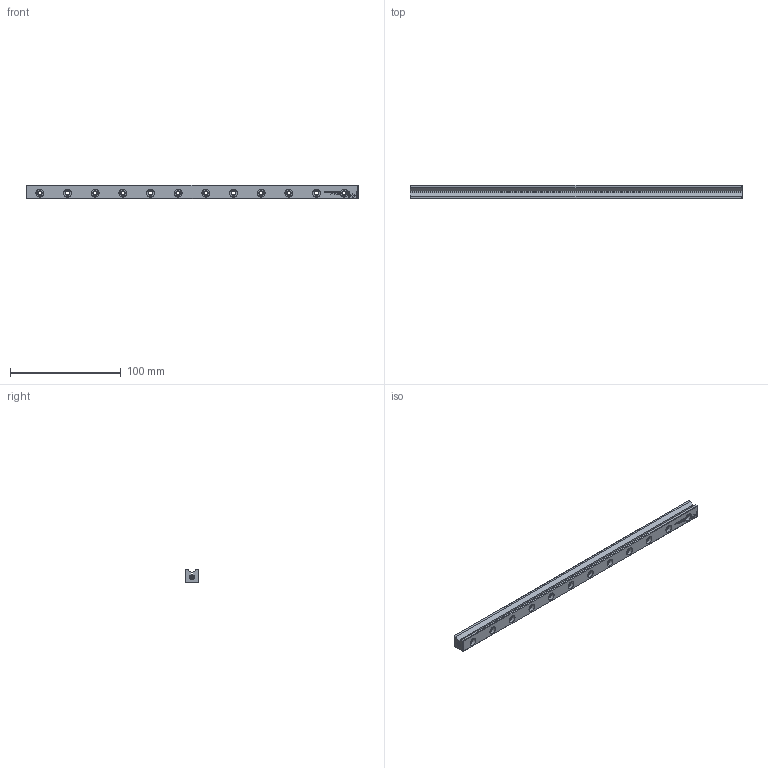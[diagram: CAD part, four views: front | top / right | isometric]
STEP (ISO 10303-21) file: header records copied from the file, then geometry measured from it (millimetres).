
FILE_DESCRIPTION(/* description */ (''),/* implementation_level */ '2;1');
FILE_NAME(/* name */ 'Rail RNG-6300.stp',/* time_stamp */ '2024-12-10T11:55:00+01:00',/* author */ (''),/* organization */ (''),/* preprocessor_version */ 'ST-DEVELOPER v16.7',/* originating_system */ 'SIEMENS PLM Software NX 12.0',/* authorisation */ '');
FILE_SCHEMA (('AUTOMOTIVE_DESIGN { 1 0 10303 214 3 1 1 1 }'));
Length unit declared in the file: millimetre
Products named in the file (1): Rail RNG-6300_step_stp
Bounding box: 300 x 12 x 12 mm (x, y, z)
Volume: 35686 mm3; surface area: 17849.3 mm2
Topology: 1 solids, 1 shells, 405 faces, 1045 edges, 687 vertices
Faces by surface type: plane 245, bspline 90, cone 42, cylinder 28
Full cylindrical faces by diameter (mm): 2.26 x2, 3.2 x2, 3.3 x12, 7 x12
Entity records: 14286 total; most frequent: CARTESIAN_POINT 3278, ORIENTED_EDGE 1916, DIRECTION 1504, EDGE_CURVE 958, LINE 684, VECTOR 684, VERTEX_POINT 672, EDGE_LOOP 544
